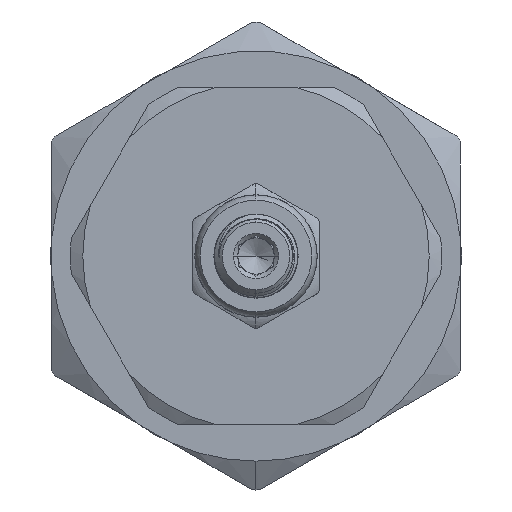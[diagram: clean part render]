
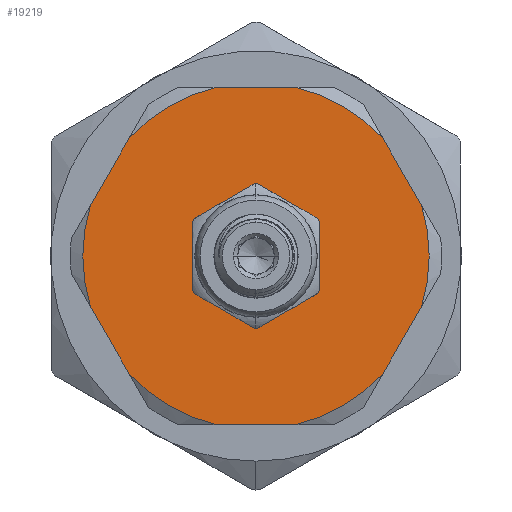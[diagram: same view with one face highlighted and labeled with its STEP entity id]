
A CAD part, left-side view. The second image highlights one B-rep face of the part: STEP entity #19219.
In plain terms, the highlighted planar face has unit normal (-1, 0, 0).
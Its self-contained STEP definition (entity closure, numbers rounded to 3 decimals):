
#4769 = DIRECTION ( 'NONE',  ( 0., 0.866, -0.5 ) ) ;
#4925 = DIRECTION ( 'NONE',  ( 0., 1., 0. ) ) ;
#4938 = DIRECTION ( 'NONE',  ( 1., 0., 0. ) ) ;
#4947 = CARTESIAN_POINT ( 'NONE',  ( -12.6, 0., 0. ) ) ;
#4949 = DIRECTION ( 'NONE',  ( 0., 0.5, -0.866 ) ) ;
#4972 = CARTESIAN_POINT ( 'NONE',  ( -12.6, 0., 0. ) ) ;
#4982 = CARTESIAN_POINT ( 'NONE',  ( -12.6, -21.939, 0. ) ) ;
#4997 = DIRECTION ( 'NONE',  ( 1., 0., 0. ) ) ;
#5004 = DIRECTION ( 'NONE',  ( 1., 0., 0. ) ) ;
#5025 = CARTESIAN_POINT ( 'NONE',  ( -12.6, 0., 0. ) ) ;
#5027 = DIRECTION ( 'NONE',  ( 0., 0.5, 0.866 ) ) ;
#5052 = DIRECTION ( 'NONE',  ( 0., -0.5, 0.866 ) ) ;
#5057 = CARTESIAN_POINT ( 'NONE',  ( -12.6, 10.97, 19. ) ) ;
#5094 = CARTESIAN_POINT ( 'NONE',  ( -12.6, 0., 0. ) ) ;
#5119 = CARTESIAN_POINT ( 'NONE',  ( -12.6, -10.97, 19. ) ) ;
#5186 = CARTESIAN_POINT ( 'NONE',  ( -12.6, 0., 0. ) ) ;
#5202 = DIRECTION ( 'NONE',  ( 0., 0.866, -0.5 ) ) ;
#5203 = CARTESIAN_POINT ( 'NONE',  ( -12.6, 0., 0. ) ) ;
#5204 = DIRECTION ( 'NONE',  ( 1., 0., 0. ) ) ;
#5232 = DIRECTION ( 'NONE',  ( -1., 0., 0. ) ) ;
#5295 = CARTESIAN_POINT ( 'NONE',  ( -12.6, 10.97, -19. ) ) ;
#5298 = CARTESIAN_POINT ( 'NONE',  ( -12.6, 0., 0. ) ) ;
#5299 = DIRECTION ( 'NONE',  ( 0., 0.866, -0.5 ) ) ;
#5312 = CARTESIAN_POINT ( 'NONE',  ( -12.6, -10.97, -19. ) ) ;
#5317 = DIRECTION ( 'NONE',  ( 0., -0.866, 0.5 ) ) ;
#5321 = CARTESIAN_POINT ( 'NONE',  ( -12.6, 21.939, 0. ) ) ;
#5328 = DIRECTION ( 'NONE',  ( 0., -0.5, -0.866 ) ) ;
#5355 = DIRECTION ( 'NONE',  ( 0., 0.866, -0.5 ) ) ;
#5360 = DIRECTION ( 'NONE',  ( 0., -1., 0. ) ) ;
#5387 = DIRECTION ( 'NONE',  ( 0., 0., -1. ) ) ;
#5390 = DIRECTION ( 'NONE',  ( -1., 0., 0. ) ) ;
#5433 = DIRECTION ( 'NONE',  ( 1., 0., 0. ) ) ;
#5501 = DIRECTION ( 'NONE',  ( 0., 0.866, -0.5 ) ) ;
#6938 = AXIS2_PLACEMENT_3D ( 'NONE', #14019, #14024, #14025 ) ;
#7117 = ORIENTED_EDGE ( 'NONE', *, *, #10023, .F. ) ;
#7122 = ORIENTED_EDGE ( 'NONE', *, *, #10020, .F. ) ;
#7183 = ORIENTED_EDGE ( 'NONE', *, *, #10017, .F. ) ;
#7200 = ORIENTED_EDGE ( 'NONE', *, *, #10012, .F. ) ;
#7232 = ORIENTED_EDGE ( 'NONE', *, *, #10019, .F. ) ;
#7304 = ORIENTED_EDGE ( 'NONE', *, *, #10024, .F. ) ;
#7316 = ORIENTED_EDGE ( 'NONE', *, *, #10016, .T. ) ;
#7332 = ORIENTED_EDGE ( 'NONE', *, *, #10022, .F. ) ;
#7405 = ORIENTED_EDGE ( 'NONE', *, *, #10013, .F. ) ;
#7427 = ORIENTED_EDGE ( 'NONE', *, *, #10021, .F. ) ;
#7440 = ORIENTED_EDGE ( 'NONE', *, *, #16669, .F. ) ;
#7494 = ORIENTED_EDGE ( 'NONE', *, *, #10018, .F. ) ;
#7561 = ORIENTED_EDGE ( 'NONE', *, *, #10015, .F. ) ;
#8277 = CARTESIAN_POINT ( 'NONE',  ( -12.6, 14.261, -13.3 ) ) ;
#8301 = CARTESIAN_POINT ( 'NONE',  ( -12.6, -18.648, -5.7 ) ) ;
#8303 = CARTESIAN_POINT ( 'NONE',  ( -12.6, -14.261, -13.3 ) ) ;
#8306 = CARTESIAN_POINT ( 'NONE',  ( -12.6, 18.648, -5.7 ) ) ;
#8334 = CARTESIAN_POINT ( 'NONE',  ( -12.6, -18.648, 5.7 ) ) ;
#8344 = CARTESIAN_POINT ( 'NONE',  ( -12.6, -4.387, 19. ) ) ;
#8389 = CARTESIAN_POINT ( 'NONE',  ( -12.6, 18.648, 5.7 ) ) ;
#8402 = CARTESIAN_POINT ( 'NONE',  ( -12.6, 4.387, -19. ) ) ;
#8413 = CARTESIAN_POINT ( 'NONE',  ( -12.6, 14.261, 13.3 ) ) ;
#8423 = CARTESIAN_POINT ( 'NONE',  ( -12.6, -14.261, 13.3 ) ) ;
#8502 = CARTESIAN_POINT ( 'NONE',  ( -12.6, -4.387, -19. ) ) ;
#8509 = CARTESIAN_POINT ( 'NONE',  ( -12.6, 4.387, 19. ) ) ;
#8642 = CARTESIAN_POINT ( 'NONE',  ( -12.6, 0., 0. ) ) ;
#8643 = DIRECTION ( 'NONE',  ( -1., 0., 0. ) ) ;
#8644 = DIRECTION ( 'NONE',  ( 0., 0., -1. ) ) ;
#9070 = CIRCLE ( 'NONE', #11648, 6.875 ) ;
#10012 = EDGE_CURVE ( 'NONE', #12276, #12284, #17695, .T. ) ;
#10013 = EDGE_CURVE ( 'NONE', #15750, #15915, #17696, .T. ) ;
#10014 = EDGE_CURVE ( 'NONE', #15693, #15750, #17697, .T. ) ;
#10015 = EDGE_CURVE ( 'NONE', #15915, #15563, #17698, .T. ) ;
#10016 = EDGE_CURVE ( 'NONE', #15763, #15563, #17699, .T. ) ;
#10017 = EDGE_CURVE ( 'NONE', #15763, #15526, #17701, .T. ) ;
#10018 = EDGE_CURVE ( 'NONE', #15526, #15458, #17703, .T. ) ;
#10019 = EDGE_CURVE ( 'NONE', #15458, #15441, #17704, .T. ) ;
#10020 = EDGE_CURVE ( 'NONE', #15441, #15896, #17706, .T. ) ;
#10021 = EDGE_CURVE ( 'NONE', #15896, #15723, #17707, .T. ) ;
#10022 = EDGE_CURVE ( 'NONE', #15320, #15447, #17709, .T. ) ;
#10023 = EDGE_CURVE ( 'NONE', #15723, #15320, #17710, .T. ) ;
#10024 = EDGE_CURVE ( 'NONE', #15447, #15693, #17712, .T. ) ;
#10315 = CARTESIAN_POINT ( 'NONE',  ( -12.6, 0., -6.875 ) ) ;
#10323 = CARTESIAN_POINT ( 'NONE',  ( -12.6, 0., 6.875 ) ) ;
#11648 = AXIS2_PLACEMENT_3D ( 'NONE', #8642, #8643, #8644 ) ;
#11820 = FACE_OUTER_BOUND ( 'NONE', #12756, .T. ) ;
#11853 = FACE_BOUND ( 'NONE', #12563, .T. ) ;
#12276 = VERTEX_POINT ( 'NONE', #10315 ) ;
#12284 = VERTEX_POINT ( 'NONE', #10323 ) ;
#12563 = EDGE_LOOP ( 'NONE', ( #7440, #7200 ) ) ;
#12756 = EDGE_LOOP ( 'NONE', ( #7304, #7332, #7117, #7427, #7122, #7232, #7494, #7183, #7316, #7561, #7405, #12817 ) ) ;
#12817 = ORIENTED_EDGE ( 'NONE', *, *, #10014, .F. ) ;
#14019 = CARTESIAN_POINT ( 'NONE',  ( -12.6, 0., 38. ) ) ;
#14022 = PLANE ( 'NONE',  #6938 ) ;
#14024 = DIRECTION ( 'NONE',  ( 1., 0., 0. ) ) ;
#14025 = DIRECTION ( 'NONE',  ( 0., 0.866, -0.5 ) ) ;
#15320 = VERTEX_POINT ( 'NONE', #8277 ) ;
#15441 = VERTEX_POINT ( 'NONE', #8303 ) ;
#15447 = VERTEX_POINT ( 'NONE', #8306 ) ;
#15458 = VERTEX_POINT ( 'NONE', #8301 ) ;
#15526 = VERTEX_POINT ( 'NONE', #8334 ) ;
#15563 = VERTEX_POINT ( 'NONE', #8344 ) ;
#15693 = VERTEX_POINT ( 'NONE', #8389 ) ;
#15723 = VERTEX_POINT ( 'NONE', #8402 ) ;
#15750 = VERTEX_POINT ( 'NONE', #8413 ) ;
#15763 = VERTEX_POINT ( 'NONE', #8423 ) ;
#15896 = VERTEX_POINT ( 'NONE', #8502 ) ;
#15915 = VERTEX_POINT ( 'NONE', #8509 ) ;
#16669 = EDGE_CURVE ( 'NONE', #12284, #12276, #9070, .T. ) ;
#17250 = AXIS2_PLACEMENT_3D ( 'NONE', #5298, #4938, #5501 ) ;
#17251 = AXIS2_PLACEMENT_3D ( 'NONE', #5203, #5204, #5202 ) ;
#17252 = AXIS2_PLACEMENT_3D ( 'NONE', #5186, #5433, #5355 ) ;
#17253 = AXIS2_PLACEMENT_3D ( 'NONE', #5094, #5004, #4769 ) ;
#17254 = AXIS2_PLACEMENT_3D ( 'NONE', #4972, #5232, #5317 ) ;
#17255 = AXIS2_PLACEMENT_3D ( 'NONE', #4947, #4997, #5299 ) ;
#17256 = AXIS2_PLACEMENT_3D ( 'NONE', #5025, #5390, #5387 ) ;
#17695 = CIRCLE ( 'NONE', #17256, 6.875 ) ;
#17696 = CIRCLE ( 'NONE', #17255, 19.5 ) ;
#17697 = LINE ( 'NONE', #5321, #17700 ) ;
#17698 = LINE ( 'NONE', #5057, #17702 ) ;
#17699 = CIRCLE ( 'NONE', #17254, 19.5 ) ;
#17700 = VECTOR ( 'NONE', #5052, 1000. ) ;
#17701 = LINE ( 'NONE', #5119, #17705 ) ;
#17702 = VECTOR ( 'NONE', #5360, 1000. ) ;
#17703 = CIRCLE ( 'NONE', #17253, 19.5 ) ;
#17704 = LINE ( 'NONE', #4982, #17708 ) ;
#17705 = VECTOR ( 'NONE', #5328, 1000. ) ;
#17706 = CIRCLE ( 'NONE', #17252, 19.5 ) ;
#17707 = LINE ( 'NONE', #5312, #17711 ) ;
#17708 = VECTOR ( 'NONE', #4949, 1000. ) ;
#17709 = LINE ( 'NONE', #5295, #17713 ) ;
#17710 = CIRCLE ( 'NONE', #17251, 19.5 ) ;
#17711 = VECTOR ( 'NONE', #4925, 1000. ) ;
#17712 = CIRCLE ( 'NONE', #17250, 19.5 ) ;
#17713 = VECTOR ( 'NONE', #5027, 1000. ) ;
#19219 = ADVANCED_FACE ( 'NONE', ( #11820, #11853 ), #14022, .F. ) ;
